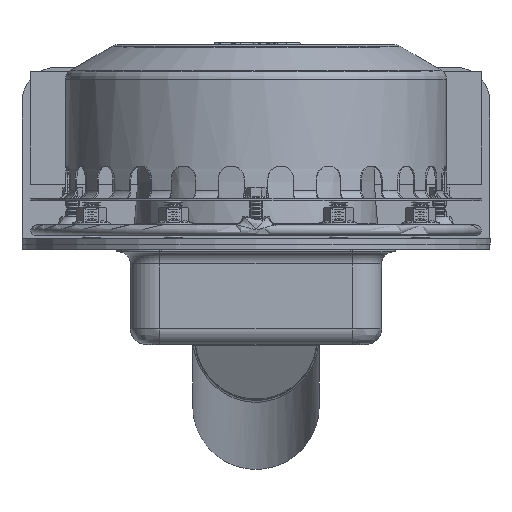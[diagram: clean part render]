
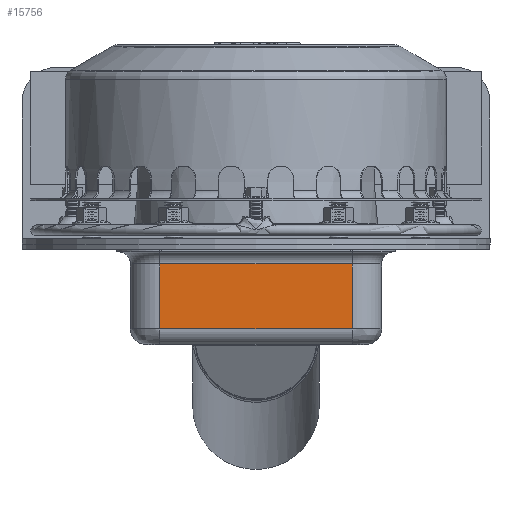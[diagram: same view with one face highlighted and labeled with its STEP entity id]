
A CAD part, left-side view. The second image highlights one B-rep face of the part: STEP entity #15756.
In plain terms, the highlighted planar face has unit normal (-1, 0, 0).
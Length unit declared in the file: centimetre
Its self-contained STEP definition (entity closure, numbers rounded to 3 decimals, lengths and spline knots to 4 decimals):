
#1494=FACE_OUTER_BOUND('',#2516,.T.);
#2516=EDGE_LOOP('',(#10728,#10729,#10730,#10731));
#4698=LINE('',#24343,#5626);
#4705=LINE('',#24376,#5633);
#4706=LINE('',#24380,#5634);
#4707=LINE('',#24381,#5635);
#5626=VECTOR('',#19135,1.);
#5633=VECTOR('',#19176,1.);
#5634=VECTOR('',#19181,1.);
#5635=VECTOR('',#19182,1.);
#6578=VERTEX_POINT('',#24327);
#6582=VERTEX_POINT('',#24339);
#6592=VERTEX_POINT('',#24375);
#6593=VERTEX_POINT('',#24379);
#8128=EDGE_CURVE('',#6578,#6582,#4698,.T.);
#8145=EDGE_CURVE('',#6592,#6582,#4705,.T.);
#8147=EDGE_CURVE('',#6593,#6578,#4706,.T.);
#8148=EDGE_CURVE('',#6592,#6593,#4707,.T.);
#10728=ORIENTED_EDGE('',*,*,#8128,.F.);
#10729=ORIENTED_EDGE('',*,*,#8147,.F.);
#10730=ORIENTED_EDGE('',*,*,#8148,.F.);
#10731=ORIENTED_EDGE('',*,*,#8145,.T.);
#15436=PLANE('',#16884);
#15756=ADVANCED_FACE('',(#1494),#15436,.T.);
#16884=AXIS2_PLACEMENT_3D('',#24378,#19179,#19180);
#19135=DIRECTION('',(0.,-1.,0.));
#19176=DIRECTION('',(0.,0.,1.));
#19179=DIRECTION('center_axis',(-1.,0.,0.));
#19180=DIRECTION('ref_axis',(0.,-1.,0.));
#19181=DIRECTION('',(0.,0.,1.));
#19182=DIRECTION('',(0.,1.,0.));
#24327=CARTESIAN_POINT('',(1218.9621,229.4106,83.0364));
#24339=CARTESIAN_POINT('',(1218.9621,118.4106,83.0364));
#24343=CARTESIAN_POINT('',(1218.9621,201.6606,83.0364));
#24375=CARTESIAN_POINT('',(1218.9621,118.4106,45.5364));
#24376=CARTESIAN_POINT('',(1218.9621,118.4106,36.5364));
#24378=CARTESIAN_POINT('Origin',(1218.9621,229.4106,36.5364));
#24379=CARTESIAN_POINT('',(1218.9621,229.4106,45.5364));
#24380=CARTESIAN_POINT('',(1218.9621,229.4106,36.5364));
#24381=CARTESIAN_POINT('',(1218.9621,201.6606,45.5364));
